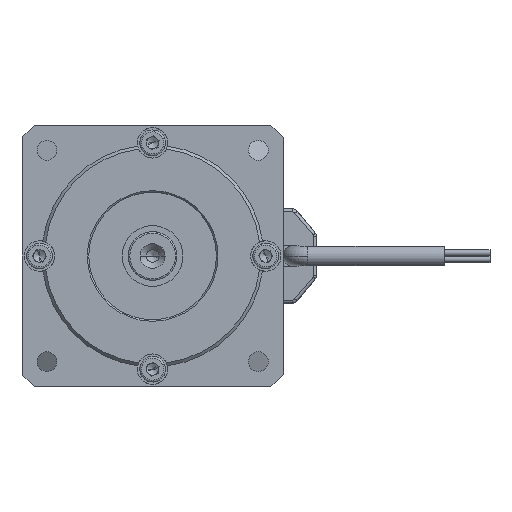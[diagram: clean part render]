
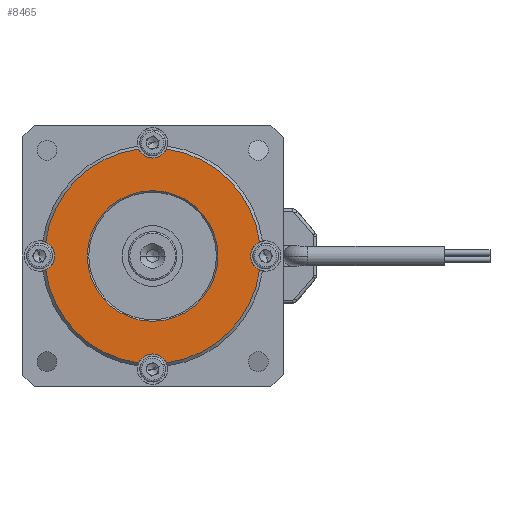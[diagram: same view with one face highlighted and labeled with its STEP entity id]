
A CAD part, front view. The second image highlights one B-rep face of the part: STEP entity #8465.
In plain terms, the highlighted face is planar.
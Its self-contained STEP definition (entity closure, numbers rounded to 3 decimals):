
#189 = ORIENTED_EDGE ( 'NONE', *, *, #19263, .T. ) ;
#710 = DIRECTION ( 'NONE',  ( 1., 0., 0. ) ) ;
#762 = VERTEX_POINT ( 'NONE', #20042 ) ;
#1056 = DIRECTION ( 'NONE',  ( 1., 0., 0. ) ) ;
#1557 = DIRECTION ( 'NONE',  ( 0., 0., -1. ) ) ;
#1832 = ORIENTED_EDGE ( 'NONE', *, *, #10989, .T. ) ;
#2400 = CARTESIAN_POINT ( 'NONE',  ( 4.563, 35.206, 15. ) ) ;
#2441 = EDGE_CURVE ( 'NONE', #17348, #762, #3559, .T. ) ;
#2495 = VERTEX_POINT ( 'NONE', #24050 ) ;
#2698 = CIRCLE ( 'NONE', #14885, 35.5 ) ;
#2750 = VERTEX_POINT ( 'NONE', #14165 ) ;
#2762 = EDGE_CURVE ( 'NONE', #24959, #25520, #27551, .T. ) ;
#2875 = CARTESIAN_POINT ( 'NONE',  ( -37.25, 0., 15. ) ) ;
#2927 = EDGE_CURVE ( 'NONE', #2495, #17880, #21386, .T. ) ;
#2942 = DIRECTION ( 'NONE',  ( 0., 0., -1. ) ) ;
#3080 = ORIENTED_EDGE ( 'NONE', *, *, #19884, .T. ) ;
#3198 = CARTESIAN_POINT ( 'NONE',  ( -4.563, 35.206, 15. ) ) ;
#3491 = ORIENTED_EDGE ( 'NONE', *, *, #9901, .F. ) ;
#3559 = CIRCLE ( 'NONE', #20882, 21.5 ) ;
#3723 = CARTESIAN_POINT ( 'NONE',  ( 35.206, -4.563, 15. ) ) ;
#3962 = CARTESIAN_POINT ( 'NONE',  ( 0., -37.25, 15. ) ) ;
#4799 = AXIS2_PLACEMENT_3D ( 'NONE', #14377, #2942, #710 ) ;
#5332 = DIRECTION ( 'NONE',  ( 0., 0., 1. ) ) ;
#5397 = EDGE_LOOP ( 'NONE', ( #28231, #189 ) ) ;
#5561 = AXIS2_PLACEMENT_3D ( 'NONE', #3962, #10719, #15262 ) ;
#5611 = FACE_BOUND ( 'NONE', #5397, .T. ) ;
#5718 = DIRECTION ( 'NONE',  ( 0., 0., 1. ) ) ;
#6293 = DIRECTION ( 'NONE',  ( 0., 0., 1. ) ) ;
#8464 = VERTEX_POINT ( 'NONE', #25299 ) ;
#8465 = ADVANCED_FACE ( 'NONE', ( #5611, #16871 ), #23107, .T. ) ;
#8545 = ORIENTED_EDGE ( 'NONE', *, *, #2927, .F. ) ;
#8837 = CIRCLE ( 'NONE', #27655, 5. ) ;
#9157 = CIRCLE ( 'NONE', #25605, 5. ) ;
#9406 = VERTEX_POINT ( 'NONE', #3723 ) ;
#9448 = AXIS2_PLACEMENT_3D ( 'NONE', #20680, #9501, #27490 ) ;
#9501 = DIRECTION ( 'NONE',  ( 0., 0., 1. ) ) ;
#9901 = EDGE_CURVE ( 'NONE', #8464, #11132, #15844, .T. ) ;
#10072 = DIRECTION ( 'NONE',  ( 1., 0., 0. ) ) ;
#10126 = EDGE_CURVE ( 'NONE', #11283, #21190, #8837, .T. ) ;
#10605 = ORIENTED_EDGE ( 'NONE', *, *, #15625, .F. ) ;
#10719 = DIRECTION ( 'NONE',  ( 0., 0., 1. ) ) ;
#10858 = ORIENTED_EDGE ( 'NONE', *, *, #2762, .F. ) ;
#10989 = EDGE_CURVE ( 'NONE', #8464, #9406, #12626, .T. ) ;
#11132 = VERTEX_POINT ( 'NONE', #18425 ) ;
#11283 = VERTEX_POINT ( 'NONE', #3198 ) ;
#11563 = EDGE_CURVE ( 'NONE', #25520, #2750, #9157, .T. ) ;
#11886 = CARTESIAN_POINT ( 'NONE',  ( 21.5, 0., 15. ) ) ;
#12069 = CARTESIAN_POINT ( 'NONE',  ( 0., 0., 15. ) ) ;
#12225 = ORIENTED_EDGE ( 'NONE', *, *, #10126, .F. ) ;
#12384 = CARTESIAN_POINT ( 'NONE',  ( 37.25, 0., 15. ) ) ;
#12496 = DIRECTION ( 'NONE',  ( 1., 0., 0. ) ) ;
#12626 = CIRCLE ( 'NONE', #21974, 35.5 ) ;
#12632 = CIRCLE ( 'NONE', #26194, 5. ) ;
#13159 = CARTESIAN_POINT ( 'NONE',  ( 0., 0., 15. ) ) ;
#13182 = CARTESIAN_POINT ( 'NONE',  ( 0., 0., 15. ) ) ;
#13284 = CIRCLE ( 'NONE', #9448, 35.5 ) ;
#13731 = CARTESIAN_POINT ( 'NONE',  ( -35.206, -4.563, 15. ) ) ;
#14165 = CARTESIAN_POINT ( 'NONE',  ( -35.206, 4.563, 15. ) ) ;
#14377 = CARTESIAN_POINT ( 'NONE',  ( 0., 0., 15. ) ) ;
#14517 = DIRECTION ( 'NONE',  ( 1., 0., 0. ) ) ;
#14641 = CIRCLE ( 'NONE', #4799, 21.5 ) ;
#14739 = DIRECTION ( 'NONE',  ( 0., 0., 1. ) ) ;
#14885 = AXIS2_PLACEMENT_3D ( 'NONE', #16678, #18881, #10072 ) ;
#15262 = DIRECTION ( 'NONE',  ( 1., 0., 0. ) ) ;
#15445 = CARTESIAN_POINT ( 'NONE',  ( 32.25, 0., 15. ) ) ;
#15625 = EDGE_CURVE ( 'NONE', #17880, #9406, #12632, .T. ) ;
#15654 = ORIENTED_EDGE ( 'NONE', *, *, #20611, .T. ) ;
#15674 = CARTESIAN_POINT ( 'NONE',  ( -32.25, 0., 15. ) ) ;
#15767 = DIRECTION ( 'NONE',  ( 0., 0., 1. ) ) ;
#15844 = CIRCLE ( 'NONE', #5561, 5. ) ;
#16364 = DIRECTION ( 'NONE',  ( 0., 0., 1. ) ) ;
#16678 = CARTESIAN_POINT ( 'NONE',  ( 0., 0., 15. ) ) ;
#16733 = DIRECTION ( 'NONE',  ( 0., 0., 1. ) ) ;
#16871 = FACE_OUTER_BOUND ( 'NONE', #19669, .T. ) ;
#17129 = AXIS2_PLACEMENT_3D ( 'NONE', #12069, #16733, #12496 ) ;
#17131 = AXIS2_PLACEMENT_3D ( 'NONE', #19142, #14739, #23737 ) ;
#17348 = VERTEX_POINT ( 'NONE', #11886 ) ;
#17620 = AXIS2_PLACEMENT_3D ( 'NONE', #2875, #16364, #23165 ) ;
#17880 = VERTEX_POINT ( 'NONE', #15445 ) ;
#18224 = ORIENTED_EDGE ( 'NONE', *, *, #11563, .F. ) ;
#18425 = CARTESIAN_POINT ( 'NONE',  ( -4.563, -35.206, 15. ) ) ;
#18542 = CARTESIAN_POINT ( 'NONE',  ( 0., 0., 15. ) ) ;
#18881 = DIRECTION ( 'NONE',  ( 0., 0., 1. ) ) ;
#19046 = CARTESIAN_POINT ( 'NONE',  ( 0., 37.25, 15. ) ) ;
#19093 = AXIS2_PLACEMENT_3D ( 'NONE', #18542, #15767, #24775 ) ;
#19142 = CARTESIAN_POINT ( 'NONE',  ( 37.25, 0., 15. ) ) ;
#19263 = EDGE_CURVE ( 'NONE', #762, #17348, #14641, .T. ) ;
#19669 = EDGE_LOOP ( 'NONE', ( #12225, #3080, #18224, #10858, #15654, #3491, #1832, #10605, #8545, #26467 ) ) ;
#19884 = EDGE_CURVE ( 'NONE', #11283, #2750, #21920, .T. ) ;
#19922 = DIRECTION ( 'NONE',  ( 1., 0., 0. ) ) ;
#20042 = CARTESIAN_POINT ( 'NONE',  ( -21.5, 0., 15. ) ) ;
#20611 = EDGE_CURVE ( 'NONE', #24959, #11132, #2698, .T. ) ;
#20680 = CARTESIAN_POINT ( 'NONE',  ( 0., 0., 15. ) ) ;
#20882 = AXIS2_PLACEMENT_3D ( 'NONE', #13159, #1557, #24192 ) ;
#21190 = VERTEX_POINT ( 'NONE', #2400 ) ;
#21321 = CARTESIAN_POINT ( 'NONE',  ( -37.25, 0., 15. ) ) ;
#21386 = CIRCLE ( 'NONE', #17131, 5. ) ;
#21920 = CIRCLE ( 'NONE', #19093, 35.5 ) ;
#21974 = AXIS2_PLACEMENT_3D ( 'NONE', #13182, #6293, #19922 ) ;
#23107 = PLANE ( 'NONE',  #17129 ) ;
#23165 = DIRECTION ( 'NONE',  ( 1., 0., 0. ) ) ;
#23285 = DIRECTION ( 'NONE',  ( 1., 0., 0. ) ) ;
#23441 = DIRECTION ( 'NONE',  ( 0., 0., 1. ) ) ;
#23737 = DIRECTION ( 'NONE',  ( 1., 0., 0. ) ) ;
#24050 = CARTESIAN_POINT ( 'NONE',  ( 35.206, 4.563, 15. ) ) ;
#24192 = DIRECTION ( 'NONE',  ( 1., 0., 0. ) ) ;
#24775 = DIRECTION ( 'NONE',  ( 1., 0., 0. ) ) ;
#24959 = VERTEX_POINT ( 'NONE', #13731 ) ;
#25299 = CARTESIAN_POINT ( 'NONE',  ( 4.563, -35.206, 15. ) ) ;
#25520 = VERTEX_POINT ( 'NONE', #15674 ) ;
#25605 = AXIS2_PLACEMENT_3D ( 'NONE', #21321, #23441, #1056 ) ;
#26194 = AXIS2_PLACEMENT_3D ( 'NONE', #12384, #5332, #23285 ) ;
#26467 = ORIENTED_EDGE ( 'NONE', *, *, #26571, .T. ) ;
#26571 = EDGE_CURVE ( 'NONE', #2495, #21190, #13284, .T. ) ;
#27490 = DIRECTION ( 'NONE',  ( 1., 0., 0. ) ) ;
#27551 = CIRCLE ( 'NONE', #17620, 5. ) ;
#27655 = AXIS2_PLACEMENT_3D ( 'NONE', #19046, #5718, #14517 ) ;
#28231 = ORIENTED_EDGE ( 'NONE', *, *, #2441, .T. ) ;
